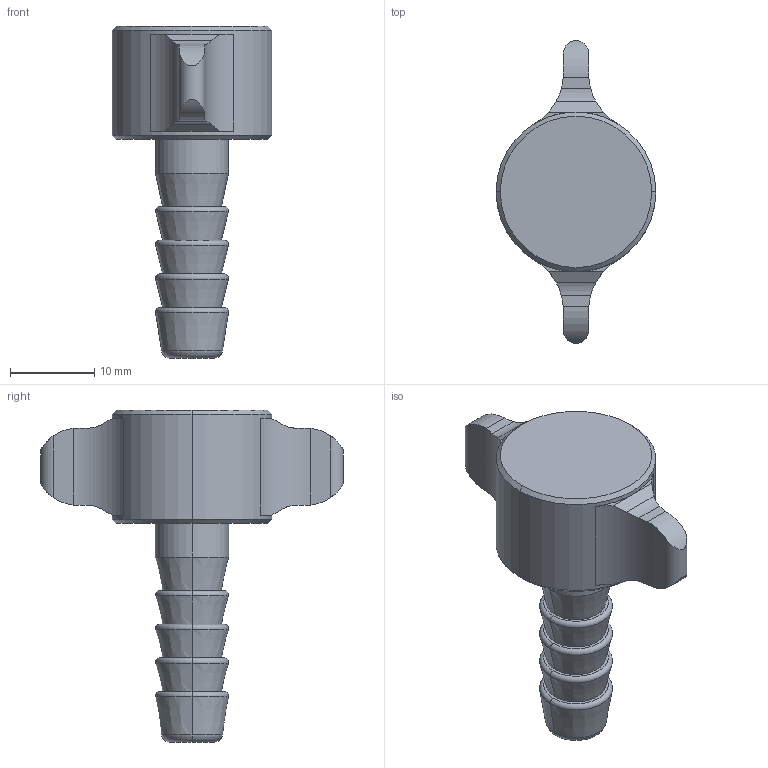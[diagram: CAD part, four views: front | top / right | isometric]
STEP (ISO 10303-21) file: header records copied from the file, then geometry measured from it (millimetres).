
FILE_DESCRIPTION (( 'STEP AP203' ), '1' );
FILE_NAME ('[STEP]TJ-52.STEP', '2024-03-05T05:10:36', ( '' ), ( '' ), 'SwSTEP 2.0', 'SolidWorks 2019', '' );
FILE_SCHEMA (( 'CONFIG_CONTROL_DESIGN' ));
Length unit declared in the file: millimetre
Products named in the file (1): [STEP]TJ-52
Bounding box: 19 x 36 x 39.5 mm (x, y, z)
Volume: 5718.1 mm3; surface area: 2370.1 mm2
Topology: 1 solids, 1 shells, 69 faces, 160 edges, 100 vertices
Faces by surface type: plane 27, cylinder 18, cone 14, torus 10
Entity records: 2177 total; most frequent: CARTESIAN_POINT 518, DIRECTION 354, ORIENTED_EDGE 320, EDGE_CURVE 160, AXIS2_PLACEMENT_3D 152, VERTEX_POINT 100, CIRCLE 82, EDGE_LOOP 76
